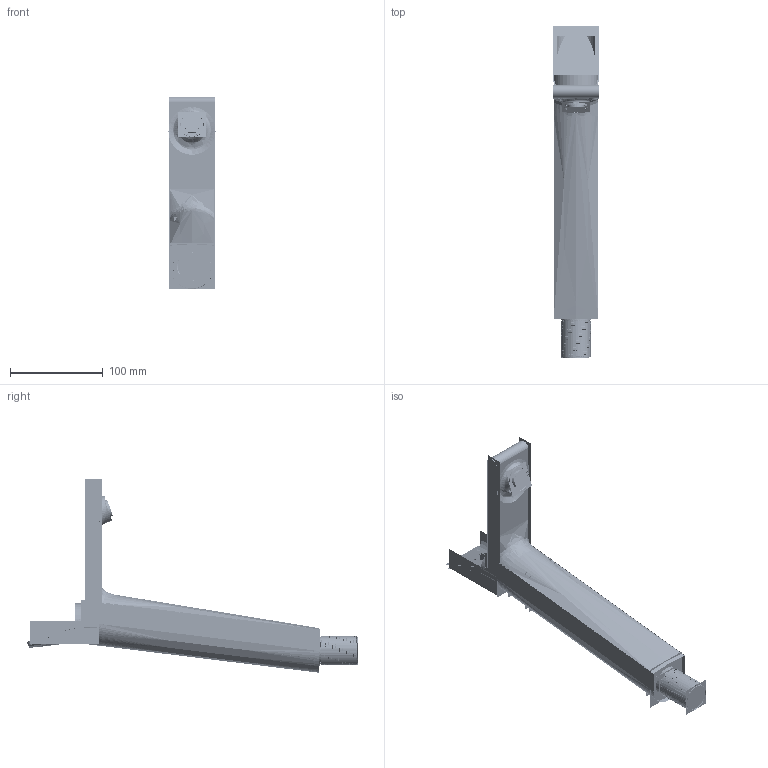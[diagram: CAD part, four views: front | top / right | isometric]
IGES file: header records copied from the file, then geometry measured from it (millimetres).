
Start section:  PTC IGES file: a42331_asm.igs
Global section: file name: a42331_asm.igs; native system: Creo Parametric by PTC Inc.; preprocessor: 2016380; author: zeynep.demirel; organization: Unknown; date: 20171004.095223; units: millimetre
Bounding box: 50.72 x 357.99 x 209.59 mm (x, y, z)
Surface area: 577371.4 mm2 (no closed solid volume)
Topology: 0 solids, 0 shells, 1752 faces, 23686 edges, 30933 vertices
Faces by surface type: bspline 938, revolution 814
